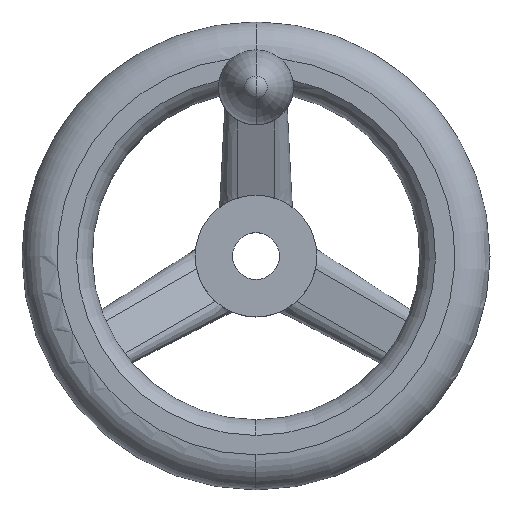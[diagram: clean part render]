
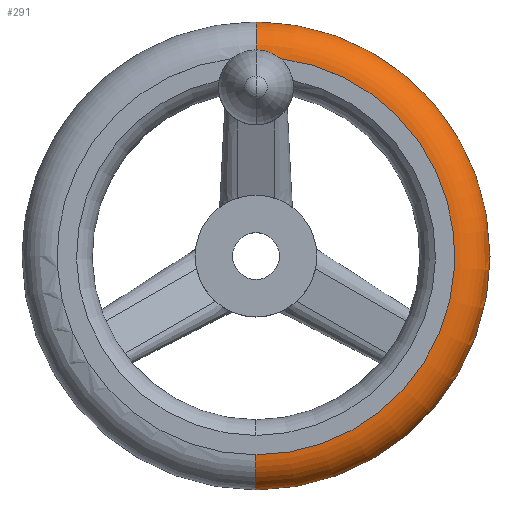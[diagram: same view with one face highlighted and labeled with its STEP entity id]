
A CAD part, top view. The second image highlights one B-rep face of the part: STEP entity #291.
In plain terms, the highlighted toroidal (fillet/blend) face has major radius 42.5 mm and minor radius 7.5 mm.
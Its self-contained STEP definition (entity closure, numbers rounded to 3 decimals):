
#291=ADVANCED_FACE('',(#771),#772,.T.);
#293=EDGE_CURVE('',#359,#309,#774,.T.);
#297=EDGE_CURVE('',#357,#451,#778,.T.);
#309=VERTEX_POINT('',#790);
#355=VERTEX_POINT('',#840);
#357=VERTEX_POINT('',#842);
#359=VERTEX_POINT('',#844);
#451=VERTEX_POINT('',#946);
#569=EDGE_CURVE('',#309,#357,#1085,.T.);
#605=EDGE_CURVE('',#355,#359,#1124,.T.);
#663=EDGE_CURVE('',#451,#355,#1191,.T.);
#771=FACE_OUTER_BOUND('',#1302,.T.);
#772=TOROIDAL_SURFACE('',#1303,42.5,7.5);
#774=CIRCLE('',#1306,50.0);
#778=CIRCLE('',#1311,42.5);
#790=CARTESIAN_POINT('',(0.,50.,25.5));
#840=CARTESIAN_POINT('',(0.,-42.5,33.0));
#842=CARTESIAN_POINT('',(0.,42.5,33.0));
#844=CARTESIAN_POINT('',(0.,-50.0,25.5));
#946=CARTESIAN_POINT('',(5.058,42.198,33.));
#1085=CIRCLE('',#1926,7.5);
#1124=CIRCLE('',#2038,7.5);
#1191=CIRCLE('',#2189,42.5);
#1302=EDGE_LOOP('',(#2395,#2396,#2397,#2398,#2399));
#1303=AXIS2_PLACEMENT_3D('',#2400,#2401,#2402);
#1306=AXIS2_PLACEMENT_3D('',#2403,#2404,#2405);
#1311=AXIS2_PLACEMENT_3D('',#2406,#2407,#2408);
#1926=AXIS2_PLACEMENT_3D('',#2786,#2787,#2788);
#2038=AXIS2_PLACEMENT_3D('',#2828,#2829,#2830);
#2189=AXIS2_PLACEMENT_3D('',#2938,#2939,#2940);
#2395=ORIENTED_EDGE('',*,*,#293,.T.);
#2396=ORIENTED_EDGE('',*,*,#569,.T.);
#2397=ORIENTED_EDGE('',*,*,#297,.T.);
#2398=ORIENTED_EDGE('',*,*,#663,.T.);
#2399=ORIENTED_EDGE('',*,*,#605,.T.);
#2400=CARTESIAN_POINT('',(0.,0.,25.5));
#2401=DIRECTION('',(0.,0.,1.0));
#2402=DIRECTION('',(0.,1.0,0.0));
#2403=CARTESIAN_POINT('',(0.,0.,25.5));
#2404=DIRECTION('',(0.,0.,1.0));
#2405=DIRECTION('',(1.0,0.0,0.));
#2406=CARTESIAN_POINT('',(0.,0.,33.0));
#2407=DIRECTION('',(0.,0.,-1.0));
#2408=DIRECTION('',(0.,1.0,0.));
#2786=CARTESIAN_POINT('',(0.,42.5,25.5));
#2787=DIRECTION('',(1.0,0.,0.));
#2788=DIRECTION('',(0.,1.0,0.));
#2828=CARTESIAN_POINT('',(0.,-42.5,25.5));
#2829=DIRECTION('',(1.0,0.,0.));
#2830=DIRECTION('',(0.,-1.0,0.));
#2938=CARTESIAN_POINT('',(0.,0.,33.0));
#2939=DIRECTION('',(0.,0.,-1.0));
#2940=DIRECTION('',(0.,1.0,0.));
